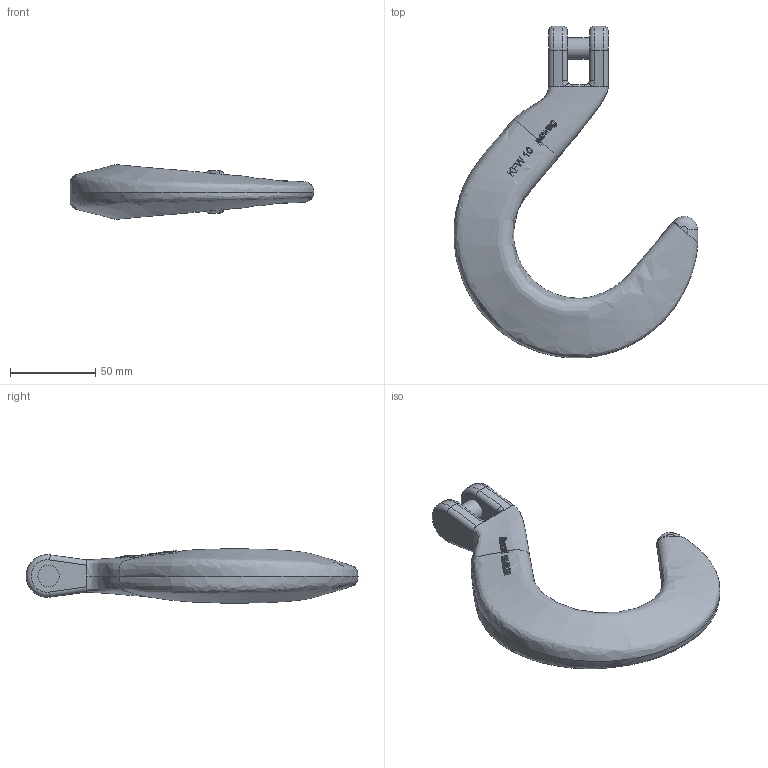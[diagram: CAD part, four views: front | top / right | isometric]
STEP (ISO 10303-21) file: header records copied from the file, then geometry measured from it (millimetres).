
FILE_DESCRIPTION(/* description */ (''),/* implementation_level */ '2;1');
FILE_NAME(/* name */ 'pewag_KFW_10',/* time_stamp */ '2010-01-26T11:13:24+01:00',/* author */ (''),/* organization */ (''),/* preprocessor_version */ 'ST-DEVELOPER v9',/* originating_system */ 'UGS - NX 4.0',/* authorisation */ '');
FILE_SCHEMA (('AUTOMOTIVE_DESIGN { 1 0 10303 214 1 1 1 1 }'));
Length unit declared in the file: millimetre
Products named in the file (1): ritF6BEucct
Bounding box: 142.95 x 194.51 x 31.76 mm (x, y, z)
Volume: 202404.5 mm3; surface area: 34564.1 mm2
Topology: 3 solids, 3 shells, 210 faces, 555 edges, 363 vertices
Faces by surface type: plane 83, extrusion 76, bspline 30, cylinder 16, torus 5
Full cylindrical faces by diameter (mm): 12.5 x3
Entity records: 15597 total; most frequent: CARTESIAN_POINT 11108, ORIENTED_EDGE 1102, EDGE_CURVE 551, DIRECTION 537, B_SPLINE_CURVE_WITH_KNOTS 416, VERTEX_POINT 362, VECTOR 247, EDGE_LOOP 231
